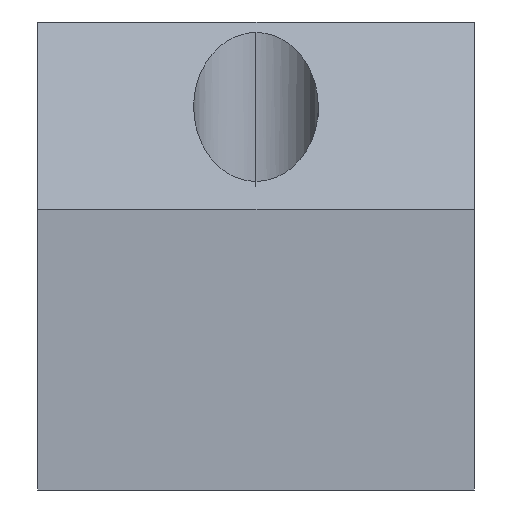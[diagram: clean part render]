
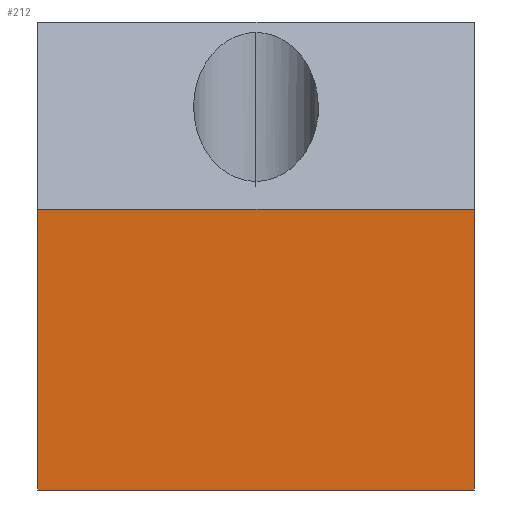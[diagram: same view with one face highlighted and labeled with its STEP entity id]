
A CAD part, left-side view. The second image highlights one B-rep face of the part: STEP entity #212.
In plain terms, the highlighted planar face has unit normal (-1, 0, 0).
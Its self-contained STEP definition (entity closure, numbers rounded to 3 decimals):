
#54 = CARTESIAN_POINT ( 'NONE',  ( -40., -14., 15. ) ) ;
#104 = VERTEX_POINT ( 'NONE', #593 ) ;
#129 = FACE_OUTER_BOUND ( 'NONE', #739, .T. ) ;
#190 = CARTESIAN_POINT ( 'NONE',  ( -40., 14., -15. ) ) ;
#201 = VECTOR ( 'NONE', #251, 1000. ) ;
#212 = ADVANCED_FACE ( 'NONE', ( #129 ), #421, .F. ) ;
#216 = DIRECTION ( 'NONE',  ( 0., 0., -1. ) ) ;
#217 = CARTESIAN_POINT ( 'NONE',  ( -40., 14., 15. ) ) ;
#221 = ORIENTED_EDGE ( 'NONE', *, *, #887, .T. ) ;
#226 = CARTESIAN_POINT ( 'NONE',  ( -40., 14., 3. ) ) ;
#244 = CARTESIAN_POINT ( 'NONE',  ( -40., 14., -15. ) ) ;
#247 = ORIENTED_EDGE ( 'NONE', *, *, #640, .F. ) ;
#251 = DIRECTION ( 'NONE',  ( 0., 0., -1. ) ) ;
#279 = EDGE_CURVE ( 'NONE', #1238, #352, #1129, .T. ) ;
#321 = LINE ( 'NONE', #1225, #704 ) ;
#336 = DIRECTION ( 'NONE',  ( 1., 0., 0. ) ) ;
#342 = CARTESIAN_POINT ( 'NONE',  ( -40., 14., 3. ) ) ;
#352 = VERTEX_POINT ( 'NONE', #342 ) ;
#390 = LINE ( 'NONE', #190, #748 ) ;
#421 = PLANE ( 'NONE',  #1088 ) ;
#526 = DIRECTION ( 'NONE',  ( 0., 0., -1. ) ) ;
#577 = DIRECTION ( 'NONE',  ( 0., -1., 0. ) ) ;
#593 = CARTESIAN_POINT ( 'NONE',  ( -40., -14., -15. ) ) ;
#630 = VERTEX_POINT ( 'NONE', #244 ) ;
#640 = EDGE_CURVE ( 'NONE', #1238, #104, #752, .T. ) ;
#657 = ORIENTED_EDGE ( 'NONE', *, *, #715, .T. ) ;
#704 = VECTOR ( 'NONE', #216, 1000. ) ;
#715 = EDGE_CURVE ( 'NONE', #630, #104, #390, .T. ) ;
#739 = EDGE_LOOP ( 'NONE', ( #247, #802, #221, #657 ) ) ;
#748 = VECTOR ( 'NONE', #577, 1000. ) ;
#752 = LINE ( 'NONE', #54, #201 ) ;
#802 = ORIENTED_EDGE ( 'NONE', *, *, #279, .T. ) ;
#887 = EDGE_CURVE ( 'NONE', #352, #630, #321, .T. ) ;
#903 = CARTESIAN_POINT ( 'NONE',  ( -40., -14., 3. ) ) ;
#947 = DIRECTION ( 'NONE',  ( 0., 1., 0. ) ) ;
#1064 = VECTOR ( 'NONE', #947, 1000. ) ;
#1088 = AXIS2_PLACEMENT_3D ( 'NONE', #217, #336, #526 ) ;
#1129 = LINE ( 'NONE', #226, #1064 ) ;
#1225 = CARTESIAN_POINT ( 'NONE',  ( -40., 14., 15. ) ) ;
#1238 = VERTEX_POINT ( 'NONE', #903 ) ;
